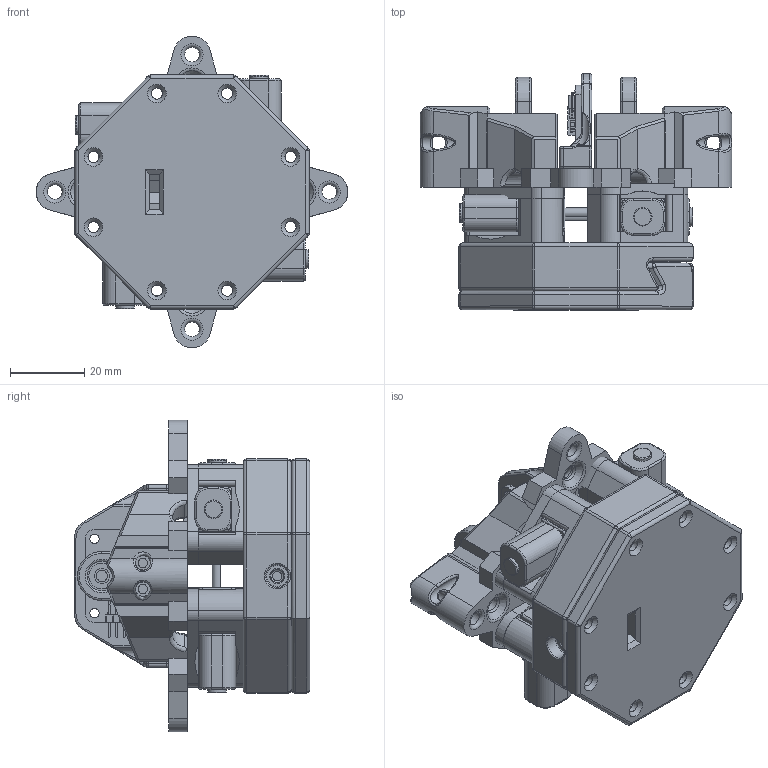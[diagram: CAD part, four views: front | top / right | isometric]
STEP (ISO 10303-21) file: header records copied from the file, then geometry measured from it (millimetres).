
FILE_DESCRIPTION(/* description */ (''),/* implementation_level */ '2;1');
FILE_NAME(/* name */ 'base_link0.stp',/* time_stamp */ '2019-04-14T19:16:05+01:00',/* author */ ('alfred.wilmot'),/* organization */ (''),/* preprocessor_version */ 'ST-DEVELOPER v18',/* originating_system */ 'Autodesk Translation Framework v8.2.0.1029',/* authorisation */ '');
FILE_SCHEMA (('AUTOMOTIVE_DESIGN { 1 0 10303 214 3 1 1 }'));
Products named in the file (37): base_link; modular_connection_pair_v1 v6; female_connecor; male_connector; Actuator_block; actuator_block_element_v2; 6V_20RPM_8kgCmStallTorque_v1 v4; quadrant_style_motorMount_v1 v5; actuator_block_element_v2 (1); 6V_20RPM_8kgCmStallTorque_v1 v4 (1); quadrant_style_motorMount_v1 v5 (1); actuator_block_element_v2 (2); 6V_20RPM_8kgCmStallTorque_v1 v4 (2); quadrant_style_motorMount_v1 v5 (2); actuator_block_element_v2 (3); 6V_20RPM_8kgCmStallTorque_v1 v4 (3); Motor D-shaft; GearBox; Stator; quadrant_style_motorMount_v1 v5 (3); bottom_proximal_disk; bearing_reciever_3*8*4_v2; bearing_reciever_3*8*4_v2 (1); 3*8*4mm small double shileded bearing (693ZZ) v3; AS5600_ANALOG_TO_I2C_mount_v2; AS5600_ANALOG_TO_I2C_v1 v5; PinHeader_1x04_P2; SOLID; SOT-23-5; SOLID (1); C_0805_2012Metric; SOIC-8_3.9x4; SOLID (3); COMPOUND; C_0805_2012Metric (1); SOLID (2); joint_ref
Assembly tree (51 placements, depth 5):
  base_link
    modular_connection_pair_v1 v6
      female_connecor
      male_connector
    Actuator_block
      actuator_block_element_v2
        6V_20RPM_8kgCmStallTorque_v1 v4
          Motor D-shaft
          GearBox
          Stator
        quadrant_style_motorMount_v1 v5
          3*8*4mm small double shileded bearing (693ZZ) v3
      actuator_block_element_v2 (1)
        6V_20RPM_8kgCmStallTorque_v1 v4 (1)
          Motor D-shaft
          GearBox
          Stator
        quadrant_style_motorMount_v1 v5 (1)
          3*8*4mm small double shileded bearing (693ZZ) v3
      actuator_block_element_v2 (2)
        6V_20RPM_8kgCmStallTorque_v1 v4 (2)
          Motor D-shaft
          GearBox
          Stator
        quadrant_style_motorMount_v1 v5 (2)
          3*8*4mm small double shileded bearing (693ZZ) v3
      actuator_block_element_v2 (3)
        6V_20RPM_8kgCmStallTorque_v1 v4 (3)
          Motor D-shaft
          GearBox
          Stator
        quadrant_style_motorMount_v1 v5 (3)
          3*8*4mm small double shileded bearing (693ZZ) v3
    bottom_proximal_disk
      bearing_reciever_3*8*4_v2
        3*8*4mm small double shileded bearing (693ZZ) v3
      bearing_reciever_3*8*4_v2 (1)
        3*8*4mm small double shileded bearing (693ZZ) v3
    AS5600_ANALOG_TO_I2C_mount_v2
      AS5600_ANALOG_TO_I2C_v1 v5
        PinHeader_1x04_P2
          SOLID
        SOT-23-5
          SOLID (1)
        C_0805_2012Metric
          SOLID (2)
        SOIC-8_3.9x4
          SOLID (3)
        COMPOUND
        C_0805_2012Metric (1)
          SOLID (2)
    joint_ref
Bounding box: 83.99 x 63.53 x 83.96 mm (x, y, z)
Volume: 119055 mm3; surface area: 65069.9 mm2
Topology: 38 solids, 38 shells, 2104 faces, 5197 edges, 3210 vertices
Faces by surface type: plane 1069, cylinder 648, bspline 200, torus 107, sphere 58, cone 22
Full cylindrical faces by diameter (mm): 0.6 x1, 0.8 x4, 2.5 x22, 2.75 x2, 3 x38, 3.2 x8, 3.5 x2, 4 x28, 4.25 x2, 5 x4, 6.25 x1, 7 x12, 8 x12
Entity records: 65406 total; most frequent: CARTESIAN_POINT 19377, DIRECTION 9360, ORIENTED_EDGE 9298, EDGE_CURVE 4649, AXIS2_PLACEMENT_3D 3219, LINE 2922, VECTOR 2922, VERTEX_POINT 2889
